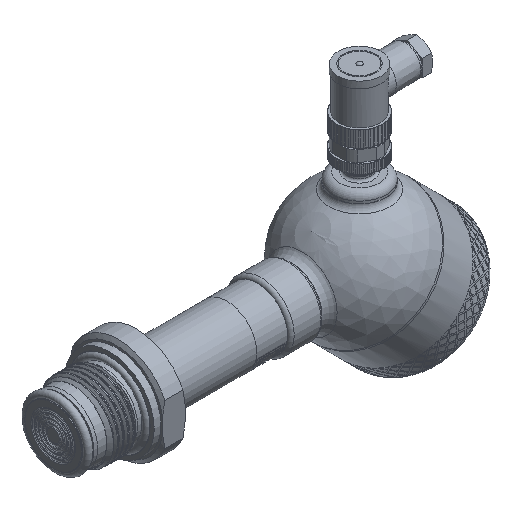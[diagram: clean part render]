
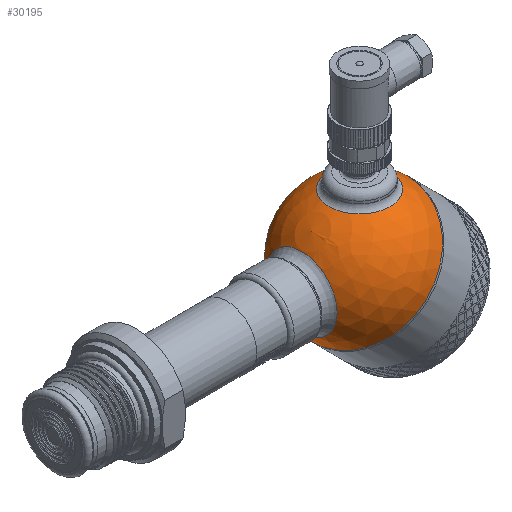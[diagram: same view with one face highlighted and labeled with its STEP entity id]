
A CAD part, isometric view. The second image highlights one B-rep face of the part: STEP entity #30195.
In plain terms, the highlighted spherical face has radius 30 mm.
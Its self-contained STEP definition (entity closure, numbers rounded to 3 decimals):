
#43=SPHERICAL_SURFACE('',#31569,30.);
#4583=FACE_BOUND('',#10267,.T.);
#4584=FACE_BOUND('',#10268,.T.);
#8194=FACE_OUTER_BOUND('',#10266,.T.);
#10266=EDGE_LOOP('',(#26674,#26675,#26676,#26677));
#10267=EDGE_LOOP('',(#26678));
#10268=EDGE_LOOP('',(#26679));
#11005=CIRCLE('',#31566,15.643);
#11008=CIRCLE('',#31570,30.);
#11009=CIRCLE('',#31571,30.);
#11010=CIRCLE('',#31572,30.);
#11011=CIRCLE('',#31573,13.5);
#13965=VERTEX_POINT('',#70484);
#13967=VERTEX_POINT('',#70490);
#13968=VERTEX_POINT('',#70491);
#13969=VERTEX_POINT('',#70493);
#13970=VERTEX_POINT('',#70496);
#18295=EDGE_CURVE('',#13965,#13965,#11005,.T.);
#18298=EDGE_CURVE('',#13967,#13968,#11008,.T.);
#18299=EDGE_CURVE('',#13967,#13969,#11009,.T.);
#18300=EDGE_CURVE('',#13968,#13967,#11010,.T.);
#18301=EDGE_CURVE('',#13970,#13970,#11011,.T.);
#26674=ORIENTED_EDGE('',*,*,#18298,.F.);
#26675=ORIENTED_EDGE('',*,*,#18299,.T.);
#26676=ORIENTED_EDGE('',*,*,#18299,.F.);
#26677=ORIENTED_EDGE('',*,*,#18300,.F.);
#26678=ORIENTED_EDGE('',*,*,#18295,.F.);
#26679=ORIENTED_EDGE('',*,*,#18301,.F.);
#30195=ADVANCED_FACE('',(#8194,#4583,#4584),#43,.T.);
#31566=AXIS2_PLACEMENT_3D('',#70485,#35028,#35029);
#31569=AXIS2_PLACEMENT_3D('',#70489,#35034,#35035);
#31570=AXIS2_PLACEMENT_3D('',#70492,#35036,#35037);
#31571=AXIS2_PLACEMENT_3D('',#70494,#35038,#35039);
#31572=AXIS2_PLACEMENT_3D('',#70495,#35040,#35041);
#31573=AXIS2_PLACEMENT_3D('',#70497,#35042,#35043);
#35028=DIRECTION('center_axis',(-0.707,0.,0.707));
#35029=DIRECTION('ref_axis',(0.707,0.,0.707));
#35034=DIRECTION('center_axis',(1.,0.,0.));
#35035=DIRECTION('ref_axis',(0.,-1.,0.));
#35036=DIRECTION('center_axis',(1.,0.,0.));
#35037=DIRECTION('ref_axis',(0.,1.,0.));
#35038=DIRECTION('center_axis',(0.,0.,1.));
#35039=DIRECTION('ref_axis',(0.,1.,0.));
#35040=DIRECTION('center_axis',(1.,0.,0.));
#35041=DIRECTION('ref_axis',(0.,1.,0.));
#35042=DIRECTION('center_axis',(-0.707,0.,-0.707));
#35043=DIRECTION('ref_axis',(-0.707,0.,0.707));
#70484=CARTESIAN_POINT('',(-29.162,0.,7.04));
#70485=CARTESIAN_POINT('Origin',(-18.101,0.,18.101));
#70489=CARTESIAN_POINT('Origin',(0.,0.,0.));
#70490=CARTESIAN_POINT('',(0.,30.,0.));
#70491=CARTESIAN_POINT('',(0.,-30.,0.));
#70492=CARTESIAN_POINT('Origin',(0.,0.,0.));
#70493=CARTESIAN_POINT('',(-30.,0.,0.));
#70494=CARTESIAN_POINT('Origin',(0.,0.,0.));
#70495=CARTESIAN_POINT('Origin',(0.,0.,0.));
#70496=CARTESIAN_POINT('',(-9.398,0.,-28.49));
#70497=CARTESIAN_POINT('Origin',(-18.944,0.,-18.944));
